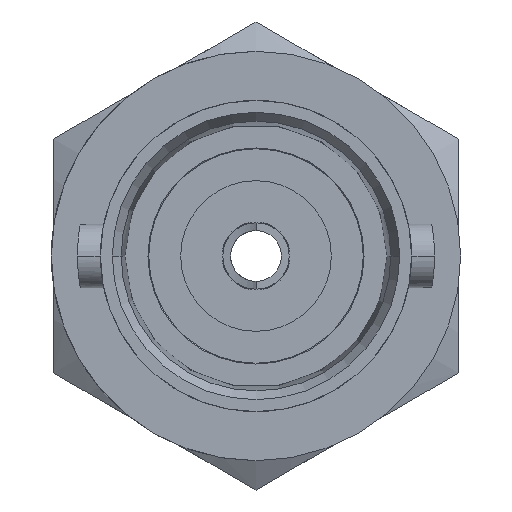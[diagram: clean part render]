
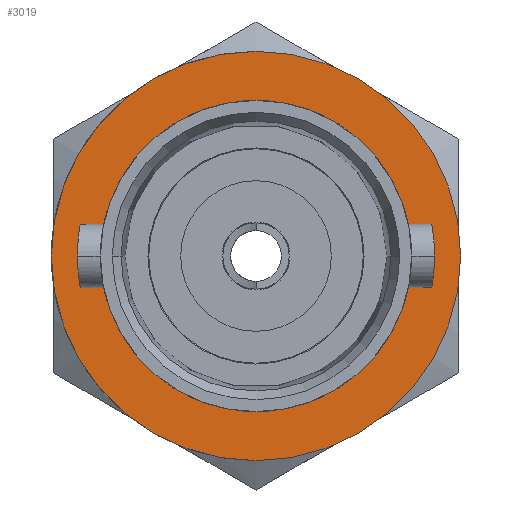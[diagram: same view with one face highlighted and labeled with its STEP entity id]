
A CAD part, left-side view. The second image highlights one B-rep face of the part: STEP entity #3019.
In plain terms, the highlighted planar face has unit normal (-1, 0, 0).
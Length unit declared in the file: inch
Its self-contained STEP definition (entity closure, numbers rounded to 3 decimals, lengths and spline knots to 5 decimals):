
#346=CARTESIAN_POINT('',(0.426,0.,0.));
#347=DIRECTION('',(-1.,0.,0.));
#348=DIRECTION('',(0.,1.,0.));
#349=AXIS2_PLACEMENT_3D('',#346,#347,#348);
#351=CARTESIAN_POINT('',(0.426,0.,0.));
#352=DIRECTION('',(1.,0.,0.));
#353=DIRECTION('',(0.,1.,0.));
#354=AXIS2_PLACEMENT_3D('',#351,#352,#353);
#366=CARTESIAN_POINT('',(0.426,0.,0.));
#367=DIRECTION('',(-1.,0.,0.));
#368=DIRECTION('',(0.,0.,1.));
#369=AXIS2_PLACEMENT_3D('',#366,#367,#368);
#2387=CARTESIAN_POINT('',(0.426,0.,0.));
#2388=DIRECTION('',(-1.,0.,0.));
#2389=DIRECTION('',(0.,0.,-1.));
#2390=AXIS2_PLACEMENT_3D('',#2387,#2388,#2389);
#2457=CARTESIAN_POINT('',(0.426,0.19,0.));
#2458=CARTESIAN_POINT('',(0.426,-0.19,0.));
#2459=VERTEX_POINT('',#2457);
#2460=VERTEX_POINT('',#2458);
#2465=CARTESIAN_POINT('',(0.426,0.,0.25));
#2466=CARTESIAN_POINT('',(0.426,0.,-0.25));
#2467=VERTEX_POINT('',#2465);
#2468=VERTEX_POINT('',#2466);
#3004=CARTESIAN_POINT('',(0.426,0.,0.));
#3005=DIRECTION('',(-1.,0.,0.));
#3006=DIRECTION('',(0.,1.,0.));
#3007=AXIS2_PLACEMENT_3D('',#3004,#3005,#3006);
#3008=PLANE('',#3007);
#3010=ORIENTED_EDGE('',*,*,#3009,.F.);
#3012=ORIENTED_EDGE('',*,*,#3011,.F.);
#3013=EDGE_LOOP('',(#3010,#3012));
#3014=FACE_OUTER_BOUND('',#3013,.F.);
#3015=ORIENTED_EDGE('',*,*,#2792,.T.);
#3016=ORIENTED_EDGE('',*,*,#2995,.F.);
#3017=EDGE_LOOP('',(#3015,#3016));
#3018=FACE_BOUND('',#3017,.F.);
#3019=ADVANCED_FACE('',(#3014,#3018),#3008,.T.);
#350=CIRCLE('',#349,0.19);
#355=CIRCLE('',#354,0.19);
#370=CIRCLE('',#369,0.25);
#2391=CIRCLE('',#2390,0.25);
#2792=EDGE_CURVE('',#2459,#2460,#350,.T.);
#2995=EDGE_CURVE('',#2459,#2460,#355,.T.);
#3009=EDGE_CURVE('',#2467,#2468,#370,.T.);
#3011=EDGE_CURVE('',#2468,#2467,#2391,.T.);
